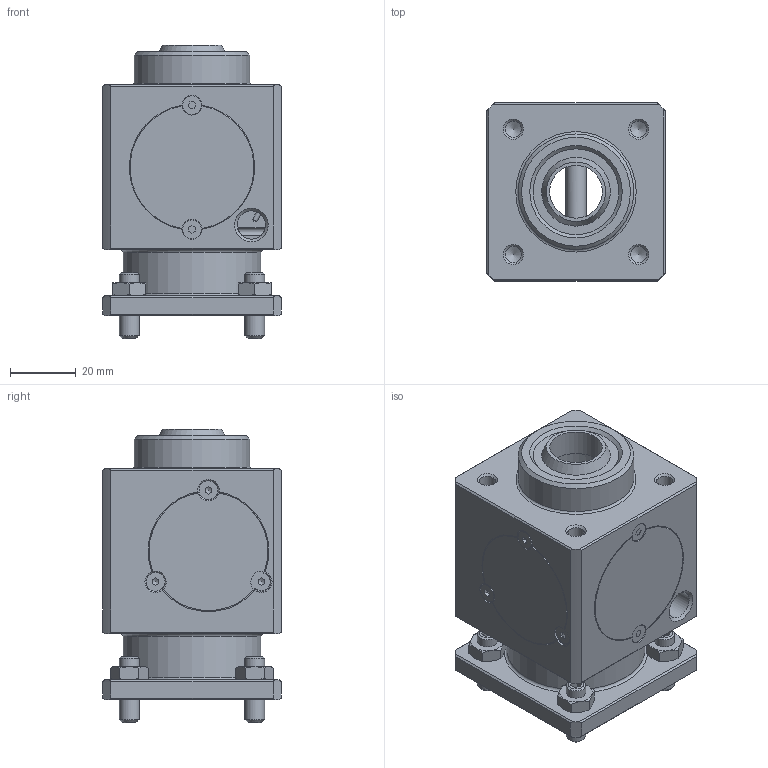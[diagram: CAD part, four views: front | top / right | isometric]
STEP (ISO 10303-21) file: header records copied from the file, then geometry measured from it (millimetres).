
FILE_DESCRIPTION((''),'2;1');
FILE_NAME('BH040.stp','2015-08-26T12:22:28',('carlo.corazza'),(''),'Autodesk Inventor 2013','Autodesk Inventor 2013','');
FILE_SCHEMA(('AUTOMOTIVE_DESIGN { 1 0 10303 214 1 1 1 1 }'));
Length unit declared in the file: millimetre
Products named in the file (1): BH040
Bounding box: 54 x 54 x 89 mm (x, y, z)
Volume: 117049.8 mm3; surface area: 42381 mm2
Topology: 1 solids, 10 shells, 473 faces, 1268 edges, 827 vertices
Faces by surface type: plane 221, cylinder 150, cone 93, torus 7, sphere 2
Full cylindrical faces by diameter (mm): 1.5 x2, 2.3 x3, 2.459 x8, 3 x12, 3.2 x6, 4.917 x4, 5.7 x6, 6 x10, 6.1 x2, 6.5 x4, 8.566 x1, 12 x1, 16 x1, 20 x2, 22 x1, 26 x1, 27 x2, 29 x2, 32 x5, 35 x1, 35.5 x1, 41.8 x1
Entity records: 14470 total; most frequent: CARTESIAN_POINT 3388, DIRECTION 2212, ORIENTED_EDGE 2064, EDGE_CURVE 1032, AXIS2_PLACEMENT_3D 941, VERTEX_POINT 759, EDGE_LOOP 693, FACE_OUTER_BOUND 473
